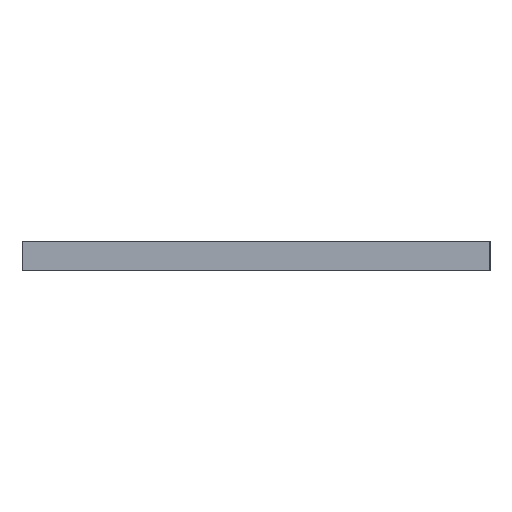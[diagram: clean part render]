
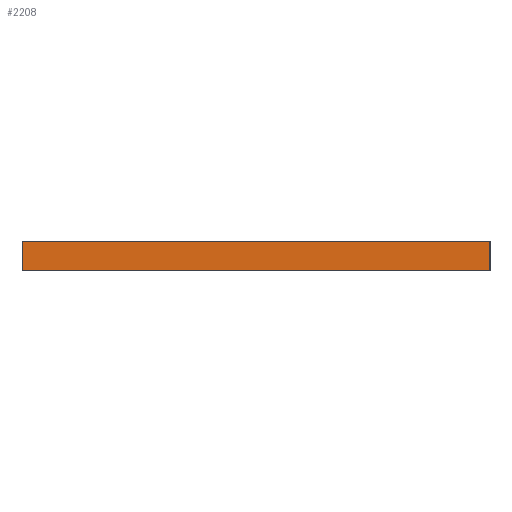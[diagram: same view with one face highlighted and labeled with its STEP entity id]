
A CAD part, left-side view. The second image highlights one B-rep face of the part: STEP entity #2208.
In plain terms, the highlighted planar face has unit normal (-1, 0, 0).
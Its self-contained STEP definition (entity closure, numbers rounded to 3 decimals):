
#83 = PLANE('',#84);
#84 = AXIS2_PLACEMENT_3D('',#85,#86,#87);
#85 = CARTESIAN_POINT('',(148.501,-105.004,1.6));
#86 = DIRECTION('',(0.,0.,1.));
#87 = DIRECTION('',(1.,0.,-0.));
#137 = PLANE('',#138);
#138 = AXIS2_PLACEMENT_3D('',#139,#140,#141);
#139 = CARTESIAN_POINT('',(148.501,-105.004,0.));
#140 = DIRECTION('',(0.,0.,1.));
#141 = DIRECTION('',(1.,0.,-0.));
#361 = VERTEX_POINT('',#362);
#362 = CARTESIAN_POINT('',(135.801,-92.304,0.));
#376 = PLANE('',#377);
#377 = AXIS2_PLACEMENT_3D('',#378,#379,#380);
#378 = CARTESIAN_POINT('',(137.96,-92.304,0.));
#379 = DIRECTION('',(0.,-1.,0.));
#380 = DIRECTION('',(-1.,0.,0.));
#388 = EDGE_CURVE('',#361,#389,#391,.T.);
#389 = VERTEX_POINT('',#390);
#390 = CARTESIAN_POINT('',(135.801,-117.704,0.));
#391 = SURFACE_CURVE('',#392,(#396,#403),.PCURVE_S1.);
#392 = LINE('',#393,#394);
#393 = CARTESIAN_POINT('',(135.801,-92.304,0.));
#394 = VECTOR('',#395,1.);
#395 = DIRECTION('',(0.,-1.,0.));
#396 = PCURVE('',#137,#397);
#397 = DEFINITIONAL_REPRESENTATION('',(#398),#402);
#398 = LINE('',#399,#400);
#399 = CARTESIAN_POINT('',(-12.7,12.7));
#400 = VECTOR('',#401,1.);
#401 = DIRECTION('',(0.,-1.));
#402 = ( GEOMETRIC_REPRESENTATION_CONTEXT(2) 
PARAMETRIC_REPRESENTATION_CONTEXT() REPRESENTATION_CONTEXT('2D SPACE',''
  ) );
#403 = PCURVE('',#404,#409);
#404 = PLANE('',#405);
#405 = AXIS2_PLACEMENT_3D('',#406,#407,#408);
#406 = CARTESIAN_POINT('',(135.801,-92.304,0.));
#407 = DIRECTION('',(1.,0.,-0.));
#408 = DIRECTION('',(0.,-1.,0.));
#409 = DEFINITIONAL_REPRESENTATION('',(#410),#414);
#410 = LINE('',#411,#412);
#411 = CARTESIAN_POINT('',(0.,0.));
#412 = VECTOR('',#413,1.);
#413 = DIRECTION('',(1.,0.));
#414 = ( GEOMETRIC_REPRESENTATION_CONTEXT(2) 
PARAMETRIC_REPRESENTATION_CONTEXT() REPRESENTATION_CONTEXT('2D SPACE',''
  ) );
#432 = PLANE('',#433);
#433 = AXIS2_PLACEMENT_3D('',#434,#435,#436);
#434 = CARTESIAN_POINT('',(135.801,-117.704,0.));
#435 = DIRECTION('',(0.,1.,0.));
#436 = DIRECTION('',(1.,0.,0.));
#1287 = VERTEX_POINT('',#1288);
#1288 = CARTESIAN_POINT('',(135.801,-92.304,1.6));
#1309 = EDGE_CURVE('',#1287,#1310,#1312,.T.);
#1310 = VERTEX_POINT('',#1311);
#1311 = CARTESIAN_POINT('',(135.801,-117.704,1.6));
#1312 = SURFACE_CURVE('',#1313,(#1317,#1324),.PCURVE_S1.);
#1313 = LINE('',#1314,#1315);
#1314 = CARTESIAN_POINT('',(135.801,-92.304,1.6));
#1315 = VECTOR('',#1316,1.);
#1316 = DIRECTION('',(0.,-1.,0.));
#1317 = PCURVE('',#83,#1318);
#1318 = DEFINITIONAL_REPRESENTATION('',(#1319),#1323);
#1319 = LINE('',#1320,#1321);
#1320 = CARTESIAN_POINT('',(-12.7,12.7));
#1321 = VECTOR('',#1322,1.);
#1322 = DIRECTION('',(0.,-1.));
#1323 = ( GEOMETRIC_REPRESENTATION_CONTEXT(2) 
PARAMETRIC_REPRESENTATION_CONTEXT() REPRESENTATION_CONTEXT('2D SPACE',''
  ) );
#1324 = PCURVE('',#404,#1325);
#1325 = DEFINITIONAL_REPRESENTATION('',(#1326),#1330);
#1326 = LINE('',#1327,#1328);
#1327 = CARTESIAN_POINT('',(0.,-1.6));
#1328 = VECTOR('',#1329,1.);
#1329 = DIRECTION('',(1.,0.));
#1330 = ( GEOMETRIC_REPRESENTATION_CONTEXT(2) 
PARAMETRIC_REPRESENTATION_CONTEXT() REPRESENTATION_CONTEXT('2D SPACE',''
  ) );
#2160 = EDGE_CURVE('',#361,#1287,#2161,.T.);
#2161 = SURFACE_CURVE('',#2162,(#2166,#2173),.PCURVE_S1.);
#2162 = LINE('',#2163,#2164);
#2163 = CARTESIAN_POINT('',(135.801,-92.304,0.));
#2164 = VECTOR('',#2165,1.);
#2165 = DIRECTION('',(0.,0.,1.));
#2166 = PCURVE('',#376,#2167);
#2167 = DEFINITIONAL_REPRESENTATION('',(#2168),#2172);
#2168 = LINE('',#2169,#2170);
#2169 = CARTESIAN_POINT('',(2.159,0.));
#2170 = VECTOR('',#2171,1.);
#2171 = DIRECTION('',(0.,-1.));
#2172 = ( GEOMETRIC_REPRESENTATION_CONTEXT(2) 
PARAMETRIC_REPRESENTATION_CONTEXT() REPRESENTATION_CONTEXT('2D SPACE',''
  ) );
#2173 = PCURVE('',#404,#2174);
#2174 = DEFINITIONAL_REPRESENTATION('',(#2175),#2179);
#2175 = LINE('',#2176,#2177);
#2176 = CARTESIAN_POINT('',(0.,0.));
#2177 = VECTOR('',#2178,1.);
#2178 = DIRECTION('',(0.,-1.));
#2179 = ( GEOMETRIC_REPRESENTATION_CONTEXT(2) 
PARAMETRIC_REPRESENTATION_CONTEXT() REPRESENTATION_CONTEXT('2D SPACE',''
  ) );
#2208 = ADVANCED_FACE('',(#2209),#404,.F.);
#2209 = FACE_BOUND('',#2210,.F.);
#2210 = EDGE_LOOP('',(#2211,#2212,#2213,#2234));
#2211 = ORIENTED_EDGE('',*,*,#2160,.T.);
#2212 = ORIENTED_EDGE('',*,*,#1309,.T.);
#2213 = ORIENTED_EDGE('',*,*,#2214,.F.);
#2214 = EDGE_CURVE('',#389,#1310,#2215,.T.);
#2215 = SURFACE_CURVE('',#2216,(#2220,#2227),.PCURVE_S1.);
#2216 = LINE('',#2217,#2218);
#2217 = CARTESIAN_POINT('',(135.801,-117.704,0.));
#2218 = VECTOR('',#2219,1.);
#2219 = DIRECTION('',(0.,0.,1.));
#2220 = PCURVE('',#404,#2221);
#2221 = DEFINITIONAL_REPRESENTATION('',(#2222),#2226);
#2222 = LINE('',#2223,#2224);
#2223 = CARTESIAN_POINT('',(25.4,0.));
#2224 = VECTOR('',#2225,1.);
#2225 = DIRECTION('',(0.,-1.));
#2226 = ( GEOMETRIC_REPRESENTATION_CONTEXT(2) 
PARAMETRIC_REPRESENTATION_CONTEXT() REPRESENTATION_CONTEXT('2D SPACE',''
  ) );
#2227 = PCURVE('',#432,#2228);
#2228 = DEFINITIONAL_REPRESENTATION('',(#2229),#2233);
#2229 = LINE('',#2230,#2231);
#2230 = CARTESIAN_POINT('',(0.,0.));
#2231 = VECTOR('',#2232,1.);
#2232 = DIRECTION('',(0.,-1.));
#2233 = ( GEOMETRIC_REPRESENTATION_CONTEXT(2) 
PARAMETRIC_REPRESENTATION_CONTEXT() REPRESENTATION_CONTEXT('2D SPACE',''
  ) );
#2234 = ORIENTED_EDGE('',*,*,#388,.F.);
